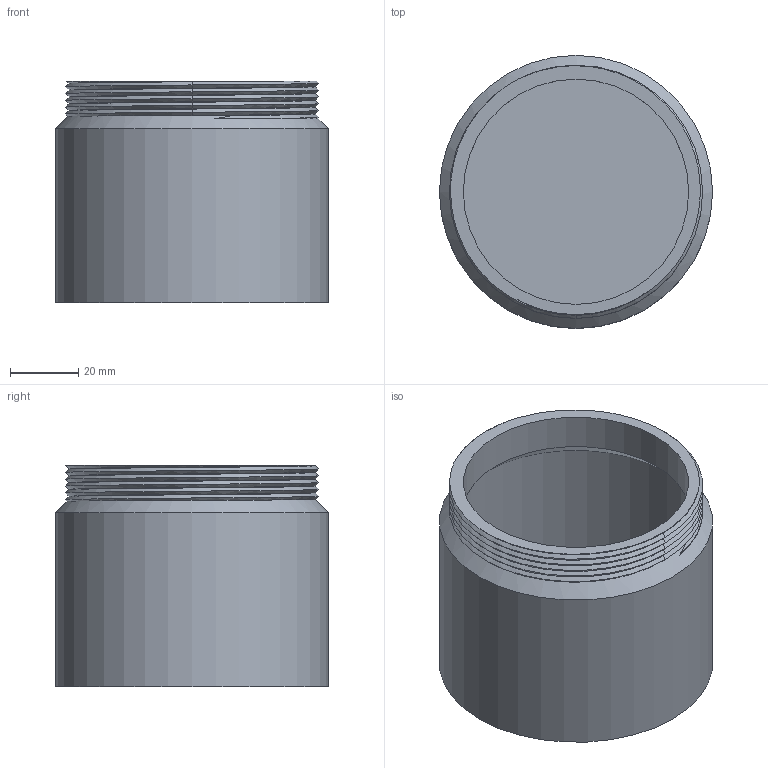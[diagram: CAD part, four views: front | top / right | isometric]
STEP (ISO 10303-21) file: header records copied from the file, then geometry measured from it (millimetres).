
FILE_DESCRIPTION(('FreeCAD Model'),'2;1');
FILE_NAME('Open CASCADE Shape Model','2023-04-11T23:22:07',(''),(''), 'Open CASCADE STEP processor 7.6','FreeCAD','Unknown');
FILE_SCHEMA(('AUTOMOTIVE_DESIGN { 1 0 10303 214 1 1 1 1 }'));
Length unit declared in the file: millimetre
Products named in the file (1): cup
Bounding box: 80 x 80 x 65 mm (x, y, z)
Volume: 53242.4 mm3; surface area: 42674.4 mm2
Topology: 1 solids, 1 shells, 34 faces, 85 edges, 54 vertices
Faces by surface type: bspline 25, cylinder 4, plane 3, cone 2
Full cylindrical faces by diameter (mm): 66 x1, 75 x1, 80 x1
Entity records: 8121 total; most frequent: CARTESIAN_POINT 6694, ORIENTED_EDGE 170, PCURVE 170, DEFINITIONAL_REPRESENTATION 170, DIRECTION 145, B_SPLINE_CURVE_WITH_KNOTS 138, LINE 105, VECTOR 105
